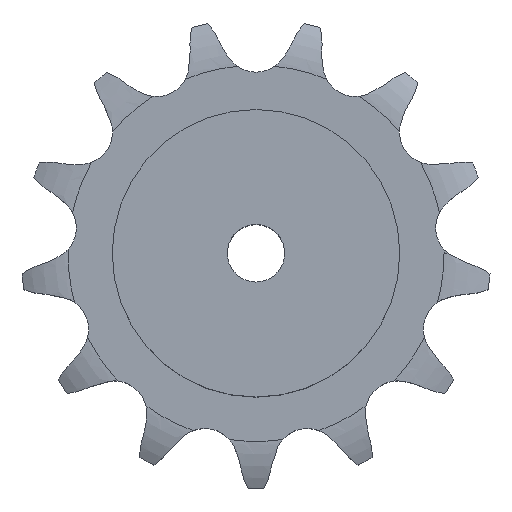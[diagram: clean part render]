
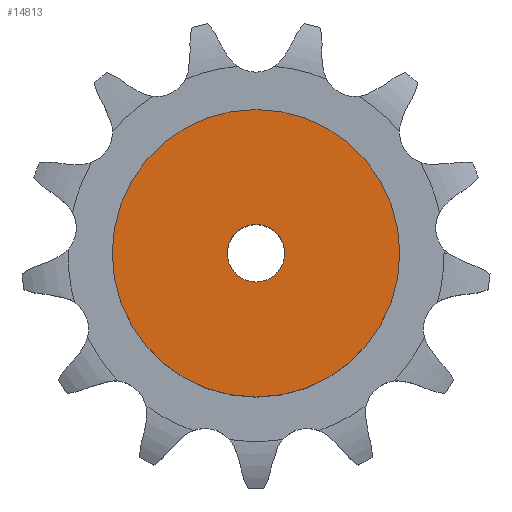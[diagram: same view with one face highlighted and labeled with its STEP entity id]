
A CAD part, top view. The second image highlights one B-rep face of the part: STEP entity #14813.
In plain terms, the highlighted planar face has unit normal (0, 0, 1).
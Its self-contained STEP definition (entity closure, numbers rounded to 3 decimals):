
#2265 = CYLINDRICAL_SURFACE('',#2266,62.5);
#2266 = AXIS2_PLACEMENT_3D('',#2267,#2268,#2269);
#2267 = CARTESIAN_POINT('',(0.,0.,0.));
#2268 = DIRECTION('',(-0.,-0.,-1.));
#2269 = DIRECTION('',(1.,0.,0.));
#9640 = VERTEX_POINT('',#9641);
#9641 = CARTESIAN_POINT('',(62.5,0.,70.));
#9662 = EDGE_CURVE('',#9640,#9640,#9663,.T.);
#9663 = SURFACE_CURVE('',#9664,(#9669,#9676),.PCURVE_S1.);
#9664 = CIRCLE('',#9665,62.5);
#9665 = AXIS2_PLACEMENT_3D('',#9666,#9667,#9668);
#9666 = CARTESIAN_POINT('',(0.,0.,70.));
#9667 = DIRECTION('',(0.,0.,1.));
#9668 = DIRECTION('',(1.,0.,0.));
#9669 = PCURVE('',#2265,#9670);
#9670 = DEFINITIONAL_REPRESENTATION('',(#9671),#9675);
#9671 = LINE('',#9672,#9673);
#9672 = CARTESIAN_POINT('',(-0.,-70.));
#9673 = VECTOR('',#9674,1.);
#9674 = DIRECTION('',(-1.,0.));
#9675 = ( GEOMETRIC_REPRESENTATION_CONTEXT(2) 
PARAMETRIC_REPRESENTATION_CONTEXT() REPRESENTATION_CONTEXT('2D SPACE',''
  ) );
#9676 = PCURVE('',#9677,#9682);
#9677 = PLANE('',#9678);
#9678 = AXIS2_PLACEMENT_3D('',#9679,#9680,#9681);
#9679 = CARTESIAN_POINT('',(0.,0.,70.)
  );
#9680 = DIRECTION('',(0.,0.,1.));
#9681 = DIRECTION('',(1.,0.,0.));
#9682 = DEFINITIONAL_REPRESENTATION('',(#9683),#9687);
#9683 = CIRCLE('',#9684,62.5);
#9684 = AXIS2_PLACEMENT_2D('',#9685,#9686);
#9685 = CARTESIAN_POINT('',(0.,0.));
#9686 = DIRECTION('',(1.,0.));
#9687 = ( GEOMETRIC_REPRESENTATION_CONTEXT(2) 
PARAMETRIC_REPRESENTATION_CONTEXT() REPRESENTATION_CONTEXT('2D SPACE',''
  ) );
#12774 = CYLINDRICAL_SURFACE('',#12775,12.5);
#12775 = AXIS2_PLACEMENT_3D('',#12776,#12777,#12778);
#12776 = CARTESIAN_POINT('',(0.,0.,333.106));
#12777 = DIRECTION('',(0.,0.,1.));
#12778 = DIRECTION('',(1.,0.,0.));
#14813 = ADVANCED_FACE('',(#14814,#14817),#9677,.T.);
#14814 = FACE_BOUND('',#14815,.T.);
#14815 = EDGE_LOOP('',(#14816));
#14816 = ORIENTED_EDGE('',*,*,#9662,.T.);
#14817 = FACE_BOUND('',#14818,.T.);
#14818 = EDGE_LOOP('',(#14819));
#14819 = ORIENTED_EDGE('',*,*,#14820,.F.);
#14820 = EDGE_CURVE('',#14821,#14821,#14823,.T.);
#14821 = VERTEX_POINT('',#14822);
#14822 = CARTESIAN_POINT('',(12.5,0.,70.));
#14823 = SURFACE_CURVE('',#14824,(#14829,#14836),.PCURVE_S1.);
#14824 = CIRCLE('',#14825,12.5);
#14825 = AXIS2_PLACEMENT_3D('',#14826,#14827,#14828);
#14826 = CARTESIAN_POINT('',(0.,0.,70.));
#14827 = DIRECTION('',(0.,0.,1.));
#14828 = DIRECTION('',(1.,0.,0.));
#14829 = PCURVE('',#9677,#14830);
#14830 = DEFINITIONAL_REPRESENTATION('',(#14831),#14835);
#14831 = CIRCLE('',#14832,12.5);
#14832 = AXIS2_PLACEMENT_2D('',#14833,#14834);
#14833 = CARTESIAN_POINT('',(0.,0.));
#14834 = DIRECTION('',(1.,0.));
#14835 = ( GEOMETRIC_REPRESENTATION_CONTEXT(2) 
PARAMETRIC_REPRESENTATION_CONTEXT() REPRESENTATION_CONTEXT('2D SPACE',''
  ) );
#14836 = PCURVE('',#12774,#14837);
#14837 = DEFINITIONAL_REPRESENTATION('',(#14838),#14842);
#14838 = LINE('',#14839,#14840);
#14839 = CARTESIAN_POINT('',(0.,-263.106));
#14840 = VECTOR('',#14841,1.);
#14841 = DIRECTION('',(1.,0.));
#14842 = ( GEOMETRIC_REPRESENTATION_CONTEXT(2) 
PARAMETRIC_REPRESENTATION_CONTEXT() REPRESENTATION_CONTEXT('2D SPACE',''
  ) );
